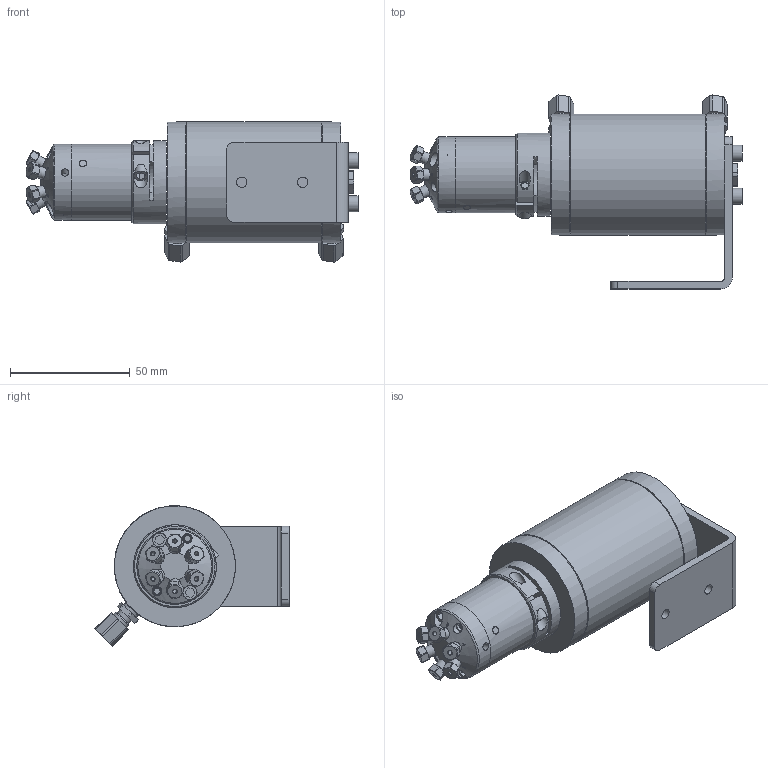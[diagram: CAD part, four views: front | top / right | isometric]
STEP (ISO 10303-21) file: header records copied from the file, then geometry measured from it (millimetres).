
FILE_DESCRIPTION((''),'2;1');
FILE_NAME('313401-C72X-1696A 6 port 2-pos valve air actuated.stp','2013-08-19T12:28:24',('Franzp'),(''),'Autodesk Inventor 2013','Autodesk Inventor 2013','');
FILE_SCHEMA(('AUTOMOTIVE_DESIGN { 1 0 10303 214 1 1 1 1 }'));
Length unit declared in the file: millimetre
Products named in the file (1): 313401_Shrinkwrap_1
Bounding box: 138.72 x 81.13 x 58.63 mm (x, y, z)
Surface area: 37706.5 mm2 (no closed solid volume)
Topology: 0 solids, 47 shells, 309 faces, 1152 edges, 868 vertices
Faces by surface type: plane 167, cylinder 111, cone 29, torus 1, bspline 1
Full cylindrical faces by diameter (mm): 1.727 x6, 3.175 x1, 3.18 x1, 3.22 x2, 3.3 x4, 4.166 x1, 4.32 x8, 4.826 x6, 5.78 x1, 5.89 x2, 6.3 x2, 6.7 x2, 7.5 x2, 7.65 x2, 7.938 x2, 9.48 x1, 9.525 x1, 19.075 x1, 31.75 x2, 34.671 x1, 50.54 x2, 50.69 x1
Entity records: 13070 total; most frequent: CARTESIAN_POINT 3512, DIRECTION 1775, ORIENTED_EDGE 1627, EDGE_CURVE 1032, VERTEX_POINT 824, AXIS2_PLACEMENT_3D 666, EDGE_LOOP 491, VECTOR 443
